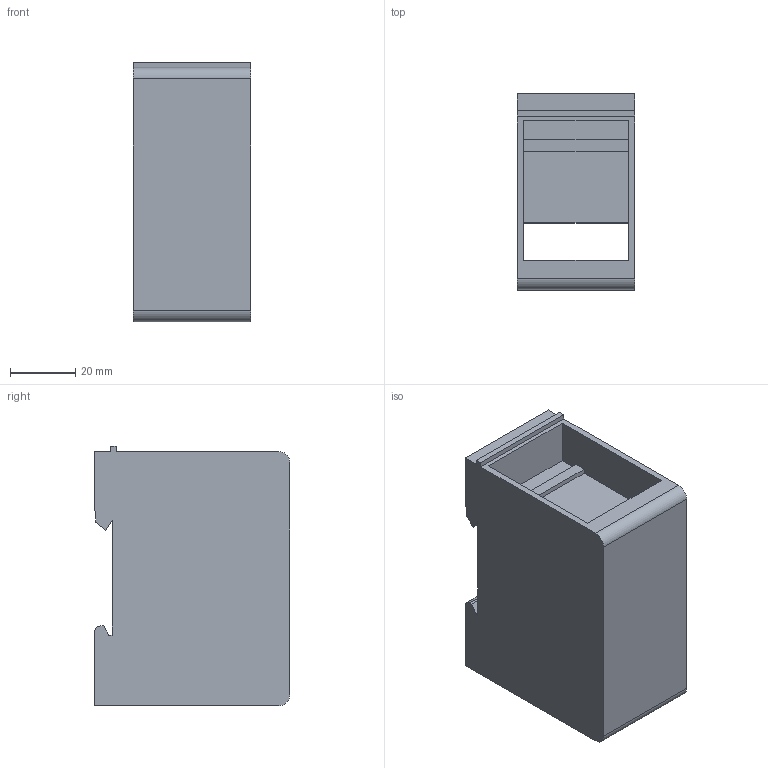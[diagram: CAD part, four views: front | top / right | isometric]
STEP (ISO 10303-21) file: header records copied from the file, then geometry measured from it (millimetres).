
FILE_DESCRIPTION((''),'2;1');
FILE_NAME('70','2023-03-07T',('ASUS'),(''),'PRO/ENGINEER BY PARAMETRIC TECHNOLOGY CORPORATION, 2013230','PRO/ENGINEER BY PARAMETRIC TECHNOLOGY CORPORATION, 2013230','');
FILE_SCHEMA(('CONFIG_CONTROL_DESIGN'));
Length unit declared in the file: millimetre
Products named in the file (1): 70
Bounding box: 36 x 60 x 79.61 mm (x, y, z)
Volume: 85864.3 mm3; surface area: 29203.8 mm2
Topology: 1 solids, 1 shells, 45 faces, 129 edges, 86 vertices
Faces by surface type: plane 38, cylinder 7
Entity records: 1512 total; most frequent: CARTESIAN_POINT 260, ORIENTED_EDGE 258, DIRECTION 233, EDGE_CURVE 129, VECTOR 115, LINE 115, VERTEX_POINT 86, AXIS2_PLACEMENT_3D 59
